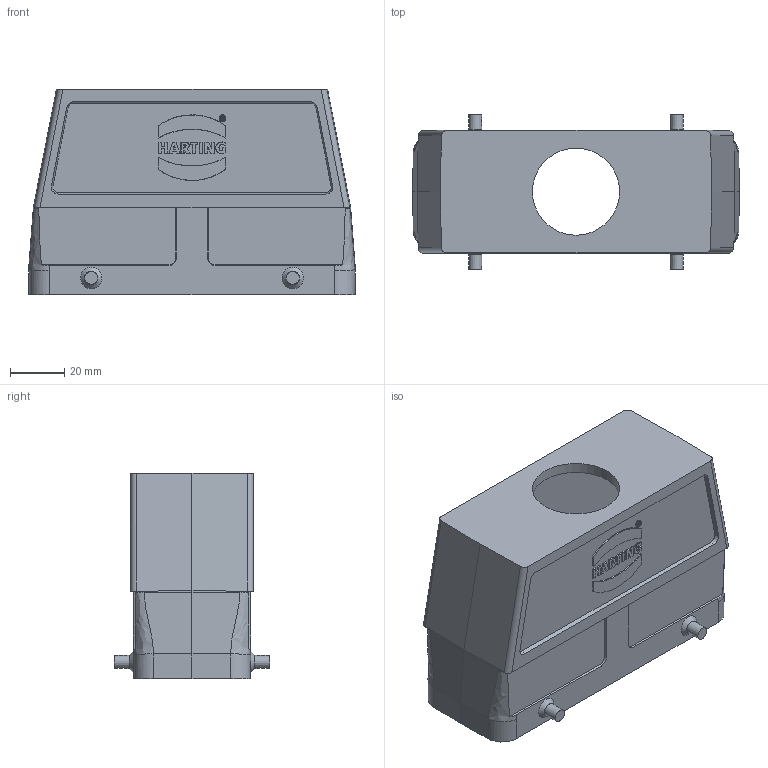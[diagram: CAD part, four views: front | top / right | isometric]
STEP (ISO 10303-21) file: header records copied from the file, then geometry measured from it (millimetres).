
FILE_DESCRIPTION(/* description */ (''),/* implementation_level */ '2;1');
FILE_NAME(/* name */ '100803757ugm000_c.stp',/* time_stamp */ '2021-02-25T07:57:39+01:00',/* author */ (''),/* organization */ (''),/* preprocessor_version */ 'ST-DEVELOPER v16.7',/* originating_system */ 'SIEMENS PLM Software NX 1911',/* authorisation */ '');
FILE_SCHEMA (('AUTOMOTIVE_DESIGN { 1 0 10303 214 3 1 1 1 }'));
Length unit declared in the file: millimetre
Products named in the file (1): 100803757ugm000_c
Bounding box: 120 x 57.2 x 75.5 mm (x, y, z)
Volume: 94862.6 mm3; surface area: 53043 mm2
Topology: 1 solids, 1 shells, 233 faces, 612 edges, 409 vertices
Faces by surface type: plane 164, cone 30, cylinder 22, bspline 17
Full cylindrical faces by diameter (mm): 3 x4, 32 x1
Entity records: 8907 total; most frequent: CARTESIAN_POINT 2574, ORIENTED_EDGE 1174, DIRECTION 1047, EDGE_CURVE 587, LINE 409, VECTOR 409, VERTEX_POINT 397, AXIS2_PLACEMENT_3D 319
